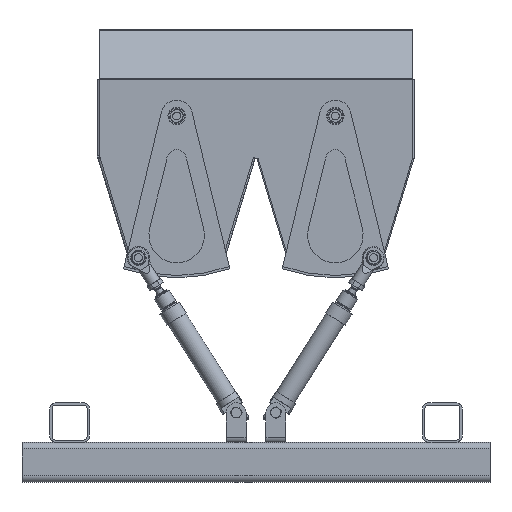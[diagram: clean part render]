
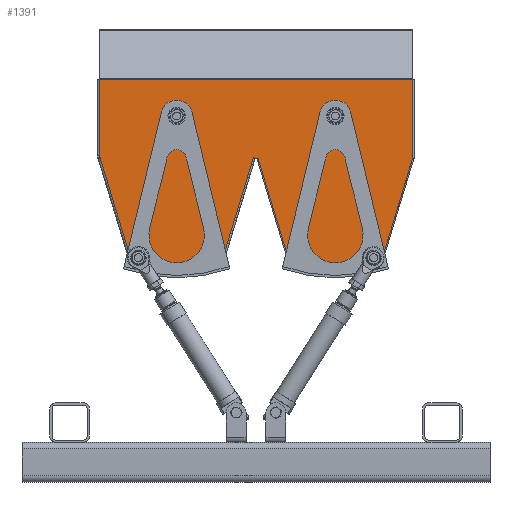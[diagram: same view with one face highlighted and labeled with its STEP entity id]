
A CAD part, front view. The second image highlights one B-rep face of the part: STEP entity #1391.
In plain terms, the highlighted face is planar.
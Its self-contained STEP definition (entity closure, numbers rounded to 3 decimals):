
#1391 = ADVANCED_FACE( '', ( #2613, #2614, #2615 ), #2616, .T. );
#2613 = FACE_BOUND( '', #3917, .T. );
#2614 = FACE_BOUND( '', #3918, .T. );
#2615 = FACE_OUTER_BOUND( '', #3919, .T. );
#2616 = PLANE( '', #3920 );
#3917 = EDGE_LOOP( '', ( #6206 ) );
#3918 = EDGE_LOOP( '', ( #6207 ) );
#3919 = EDGE_LOOP( '', ( #6208, #6209, #6210, #6211, #6212, #6213, #6214, #6215, #6216, #6217, #6218, #6219, #6220 ) );
#3920 = AXIS2_PLACEMENT_3D( '', #6221, #6222, #6223 );
#6206 = ORIENTED_EDGE( '', *, *, #8400, .T. );
#6207 = ORIENTED_EDGE( '', *, *, #8401, .T. );
#6208 = ORIENTED_EDGE( '', *, *, #8297, .T. );
#6209 = ORIENTED_EDGE( '', *, *, #8006, .T. );
#6210 = ORIENTED_EDGE( '', *, *, #8402, .T. );
#6211 = ORIENTED_EDGE( '', *, *, #8403, .T. );
#6212 = ORIENTED_EDGE( '', *, *, #8404, .T. );
#6213 = ORIENTED_EDGE( '', *, *, #8405, .T. );
#6214 = ORIENTED_EDGE( '', *, *, #7676, .T. );
#6215 = ORIENTED_EDGE( '', *, *, #7751, .T. );
#6216 = ORIENTED_EDGE( '', *, *, #8406, .T. );
#6217 = ORIENTED_EDGE( '', *, *, #8160, .T. );
#6218 = ORIENTED_EDGE( '', *, *, #8407, .T. );
#6219 = ORIENTED_EDGE( '', *, *, #8395, .T. );
#6220 = ORIENTED_EDGE( '', *, *, #8408, .T. );
#6221 = CARTESIAN_POINT( '', ( 64.1, 0., 0. ) );
#6222 = DIRECTION( '', ( 1., 0., 0. ) );
#6223 = DIRECTION( '', ( 0., 1., 0. ) );
#7676 = EDGE_CURVE( '', #8933, #8931, #8934, .T. );
#7751 = EDGE_CURVE( '', #8931, #9063, #9065, .T. );
#8006 = EDGE_CURVE( '', #9481, #9479, #9482, .T. );
#8160 = EDGE_CURVE( '', #9704, #9705, #9706, .T. );
#8297 = EDGE_CURVE( '', #9902, #9481, #9903, .T. );
#8395 = EDGE_CURVE( '', #10039, #10040, #10041, .T. );
#8400 = EDGE_CURVE( '', #10048, #10048, #10049, .T. );
#8401 = EDGE_CURVE( '', #10050, #10050, #10051, .T. );
#8402 = EDGE_CURVE( '', #9479, #9867, #10052, .T. );
#8403 = EDGE_CURVE( '', #9867, #9946, #10053, .T. );
#8404 = EDGE_CURVE( '', #9946, #10054, #10055, .T. );
#8405 = EDGE_CURVE( '', #10054, #8933, #10056, .T. );
#8406 = EDGE_CURVE( '', #9063, #9704, #10057, .T. );
#8407 = EDGE_CURVE( '', #9705, #10039, #10058, .T. );
#8408 = EDGE_CURVE( '', #10040, #9902, #10059, .T. );
#8931 = VERTEX_POINT( '', #10731 );
#8933 = VERTEX_POINT( '', #10734 );
#8934 = LINE( '', #10735, #10736 );
#9063 = VERTEX_POINT( '', #10922 );
#9065 = LINE( '', #10925, #10926 );
#9479 = VERTEX_POINT( '', #11683 );
#9481 = VERTEX_POINT( '', #11697 );
#9482 = LINE( '', #11698, #11699 );
#9704 = VERTEX_POINT( '', #12082 );
#9705 = VERTEX_POINT( '', #12083 );
#9706 = CIRCLE( '', #12084, 200. );
#9867 = VERTEX_POINT( '', #12338 );
#9902 = VERTEX_POINT( '', #12403 );
#9903 = LINE( '', #12404, #12405 );
#9946 = VERTEX_POINT( '', #12487 );
#10039 = VERTEX_POINT( '', #12697 );
#10040 = VERTEX_POINT( '', #12698 );
#10041 = LINE( '', #12699, #12700 );
#10048 = VERTEX_POINT( '', #12708 );
#10049 = CIRCLE( '', #12709, 11. );
#10050 = VERTEX_POINT( '', #12710 );
#10051 = CIRCLE( '', #12711, 11. );
#10052 = CIRCLE( '', #12712, 200. );
#10053 = LINE( '', #12713, #12714 );
#10054 = VERTEX_POINT( '', #12715 );
#10055 = LINE( '', #12716, #12717 );
#10056 = LINE( '', #12718, #12719 );
#10057 = LINE( '', #12720, #12721 );
#10058 = LINE( '', #12722, #12723 );
#10059 = LINE( '', #12724, #12725 );
#10731 = CARTESIAN_POINT( '', ( 64.1, 197.4, -50. ) );
#10734 = CARTESIAN_POINT( '', ( 64.1, 197.69, -49.045 ) );
#10735 = CARTESIAN_POINT( '', ( 64.1, 197.399, -50.002 ) );
#10736 = VECTOR( '', #13405, 1000. );
#10922 = CARTESIAN_POINT( '', ( 64.1, 202.6, -50. ) );
#10925 = CARTESIAN_POINT( '', ( 64.1, 1.4, -50. ) );
#10926 = VECTOR( '', #13508, 1000. );
#11683 = CARTESIAN_POINT( '', ( 64.1, 45.872, -189.07 ) );
#11697 = CARTESIAN_POINT( '', ( 64.1, 2.6, -46.558 ) );
#11698 = CARTESIAN_POINT( '', ( 64.1, 2.6, -46.558 ) );
#11699 = VECTOR( '', #13804, 1000. );
#12082 = CARTESIAN_POINT( '', ( 64.1, 244.728, -188.745 ) );
#12083 = CARTESIAN_POINT( '', ( 64.1, 355.272, -188.745 ) );
#12084 = AXIS2_PLACEMENT_3D( '', #14001, #14002, #14003 );
#12338 = CARTESIAN_POINT( '', ( 64.1, 154.128, -189.07 ) );
#12403 = CARTESIAN_POINT( '', ( 64.1, 2.6, 50. ) );
#12404 = CARTESIAN_POINT( '', ( 64.1, 2.6, 50. ) );
#12405 = VECTOR( '', #14165, 1000. );
#12487 = CARTESIAN_POINT( '', ( 64.1, 196.443, -49.711 ) );
#12697 = CARTESIAN_POINT( '', ( 64.1, 397.4, -50. ) );
#12698 = CARTESIAN_POINT( '', ( 64.1, 397.4, 50. ) );
#12699 = CARTESIAN_POINT( '', ( 64.1, 397.4, -50. ) );
#12700 = VECTOR( '', #14283, 1000. );
#12708 = CARTESIAN_POINT( '', ( 64.1, 311., 3.466 ) );
#12709 = AXIS2_PLACEMENT_3D( '', #14291, #14292, #14293 );
#12710 = CARTESIAN_POINT( '', ( 64.1, 111., 3.466 ) );
#12711 = AXIS2_PLACEMENT_3D( '', #14294, #14295, #14296 );
#12712 = AXIS2_PLACEMENT_3D( '', #14297, #14298, #14299 );
#12713 = CARTESIAN_POINT( '', ( 64.1, 196.733, -48.755 ) );
#12714 = VECTOR( '', #14300, 1000. );
#12715 = CARTESIAN_POINT( '', ( 64.1, 196.733, -48.755 ) );
#12716 = CARTESIAN_POINT( '', ( 64.1, 196.733, -48.755 ) );
#12717 = VECTOR( '', #14301, 1000. );
#12718 = CARTESIAN_POINT( '', ( 64.1, 197.69, -49.045 ) );
#12719 = VECTOR( '', #14302, 1000. );
#12720 = CARTESIAN_POINT( '', ( 64.1, 202.6, -50. ) );
#12721 = VECTOR( '', #14303, 1000. );
#12722 = CARTESIAN_POINT( '', ( 64.1, 397.4, -50. ) );
#12723 = VECTOR( '', #14304, 1000. );
#12724 = CARTESIAN_POINT( '', ( 64.1, 1.4, 50. ) );
#12725 = VECTOR( '', #14305, 1000. );
#13405 = DIRECTION( '', ( 0., -0.291, -0.957 ) );
#13508 = DIRECTION( '', ( 0., 1., 0. ) );
#13804 = DIRECTION( '', ( 0., 0.291, -0.957 ) );
#14001 = CARTESIAN_POINT( '', ( 64.1, 300., 3.466 ) );
#14002 = DIRECTION( '', ( 1., 0., 0. ) );
#14003 = DIRECTION( '', ( 0., 1., 0. ) );
#14165 = DIRECTION( '', ( 0., 0., -1. ) );
#14283 = DIRECTION( '', ( 0., 0., 1. ) );
#14291 = CARTESIAN_POINT( '', ( 64.1, 300., 3.466 ) );
#14292 = DIRECTION( '', ( -1., 0., 0. ) );
#14293 = DIRECTION( '', ( 0., 1., 0. ) );
#14294 = CARTESIAN_POINT( '', ( 64.1, 100., 3.466 ) );
#14295 = DIRECTION( '', ( -1., 0., 0. ) );
#14296 = DIRECTION( '', ( 0., 1., 0. ) );
#14297 = CARTESIAN_POINT( '', ( 64.1, 100., 3.466 ) );
#14298 = DIRECTION( '', ( 1., 0., 0. ) );
#14299 = DIRECTION( '', ( 0., 1., 0. ) );
#14300 = DIRECTION( '', ( 0., 0.291, 0.957 ) );
#14301 = DIRECTION( '', ( 0., 0.291, 0.957 ) );
#14302 = DIRECTION( '', ( 0., 0.957, -0.291 ) );
#14303 = DIRECTION( '', ( 0., 0.291, -0.957 ) );
#14304 = DIRECTION( '', ( 0., 0.291, 0.957 ) );
#14305 = DIRECTION( '', ( 0., -1., 0. ) );
